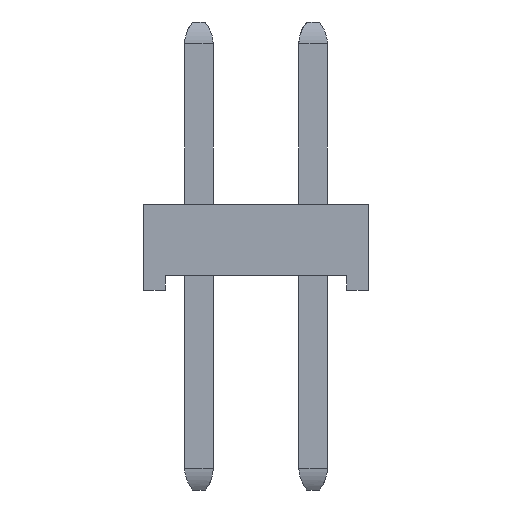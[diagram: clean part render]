
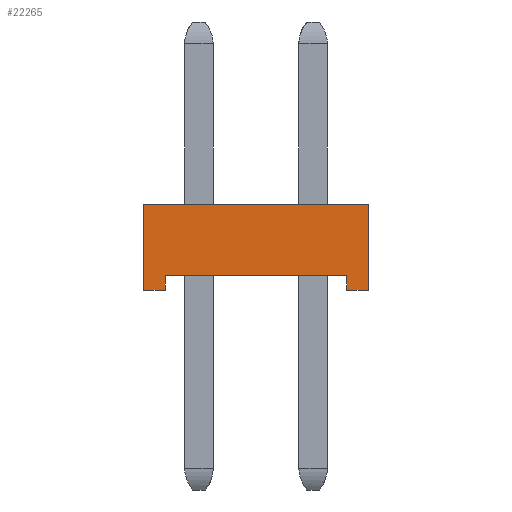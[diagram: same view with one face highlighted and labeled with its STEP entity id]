
A CAD part, left-side view. The second image highlights one B-rep face of the part: STEP entity #22265.
In plain terms, the highlighted planar face has unit normal (-1, 0, 0).
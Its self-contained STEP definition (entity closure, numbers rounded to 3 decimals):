
#1439=FACE_OUTER_BOUND('',#2827,.T.);
#2827=EDGE_LOOP('',(#17361,#17362,#17363,#17364,#17365,#17366,#17367,#17368));
#4937=LINE('',#33824,#7793);
#4944=LINE('',#33839,#7800);
#4945=LINE('',#33841,#7801);
#4946=LINE('',#33843,#7802);
#4947=LINE('',#33845,#7803);
#4948=LINE('',#33846,#7804);
#4949=LINE('',#33848,#7805);
#4950=LINE('',#33849,#7806);
#7793=VECTOR('',#27692,0.381);
#7800=VECTOR('',#27703,1.499);
#7801=VECTOR('',#27704,0.381);
#7802=VECTOR('',#27705,0.254);
#7803=VECTOR('',#27706,3.175);
#7804=VECTOR('',#27707,0.254);
#7805=VECTOR('',#27708,1.499);
#7806=VECTOR('',#27709,3.937);
#10209=VERTEX_POINT('',#33822);
#10210=VERTEX_POINT('',#33823);
#10215=VERTEX_POINT('',#33837);
#10216=VERTEX_POINT('',#33838);
#10217=VERTEX_POINT('',#33840);
#10218=VERTEX_POINT('',#33842);
#10219=VERTEX_POINT('',#33844);
#10220=VERTEX_POINT('',#33847);
#12713=EDGE_CURVE('',#10209,#10210,#4937,.T.);
#12720=EDGE_CURVE('',#10215,#10216,#4944,.T.);
#12721=EDGE_CURVE('',#10216,#10217,#4945,.T.);
#12722=EDGE_CURVE('',#10217,#10218,#4946,.T.);
#12723=EDGE_CURVE('',#10218,#10219,#4947,.T.);
#12724=EDGE_CURVE('',#10210,#10219,#4948,.T.);
#12725=EDGE_CURVE('',#10220,#10209,#4949,.T.);
#12726=EDGE_CURVE('',#10215,#10220,#4950,.T.);
#17361=ORIENTED_EDGE('',*,*,#12720,.T.);
#17362=ORIENTED_EDGE('',*,*,#12721,.T.);
#17363=ORIENTED_EDGE('',*,*,#12722,.T.);
#17364=ORIENTED_EDGE('',*,*,#12723,.T.);
#17365=ORIENTED_EDGE('',*,*,#12724,.F.);
#17366=ORIENTED_EDGE('',*,*,#12713,.F.);
#17367=ORIENTED_EDGE('',*,*,#12725,.F.);
#17368=ORIENTED_EDGE('',*,*,#12726,.F.);
#20993=PLANE('',#23844);
#22265=ADVANCED_FACE('',(#1439),#20993,.F.);
#23844=AXIS2_PLACEMENT_3D('',#33836,#27701,#27702);
#27692=DIRECTION('',(0.,1.,0.));
#27701=DIRECTION('center_axis',(1.,0.,0.));
#27702=DIRECTION('ref_axis',(0.,1.,0.));
#27703=DIRECTION('',(0.,0.,-1.));
#27704=DIRECTION('',(0.,-1.,0.));
#27705=DIRECTION('',(0.,0.,1.));
#27706=DIRECTION('',(0.,-1.,0.));
#27707=DIRECTION('',(0.,0.,1.));
#27708=DIRECTION('',(0.,0.,-1.));
#27709=DIRECTION('',(0.,-1.,0.));
#33822=CARTESIAN_POINT('',(-15.,-1.969,0.));
#33823=CARTESIAN_POINT('',(-15.,-1.588,0.));
#33824=CARTESIAN_POINT('',(-15.,-1.969,0.));
#33836=CARTESIAN_POINT('Origin',(-15.,-2.165,-0.075));
#33837=CARTESIAN_POINT('',(-15.,1.969,1.499));
#33838=CARTESIAN_POINT('',(-15.,1.969,0.));
#33839=CARTESIAN_POINT('',(-15.,1.969,1.499));
#33840=CARTESIAN_POINT('',(-15.,1.588,0.));
#33841=CARTESIAN_POINT('',(-15.,1.969,0.));
#33842=CARTESIAN_POINT('',(-15.,1.588,0.254));
#33843=CARTESIAN_POINT('',(-15.,1.588,0.));
#33844=CARTESIAN_POINT('',(-15.,-1.588,0.254));
#33845=CARTESIAN_POINT('',(-15.,1.588,0.254));
#33846=CARTESIAN_POINT('',(-15.,-1.588,0.));
#33847=CARTESIAN_POINT('',(-15.,-1.969,1.499));
#33848=CARTESIAN_POINT('',(-15.,-1.969,1.499));
#33849=CARTESIAN_POINT('',(-15.,1.969,1.499));
